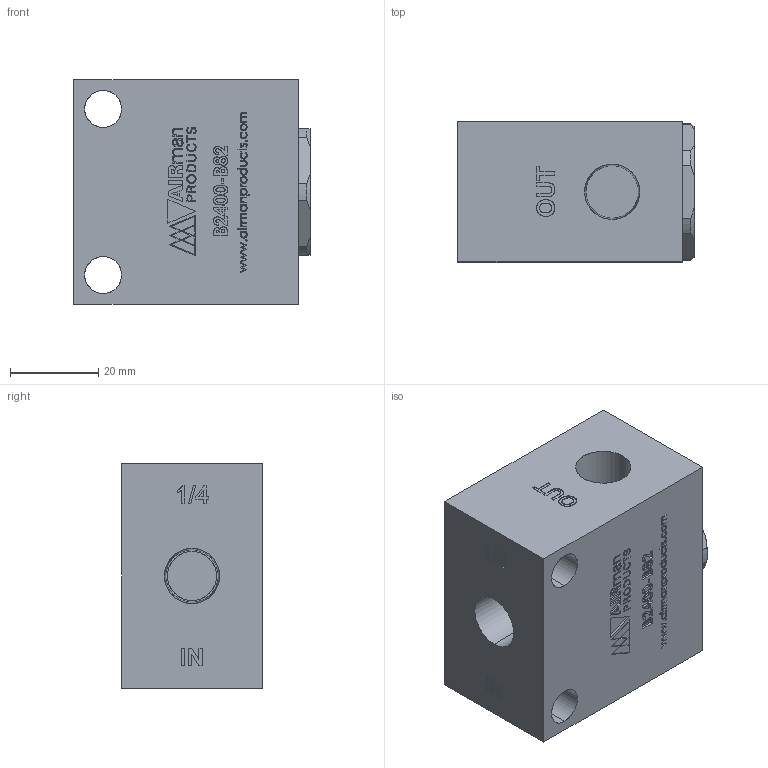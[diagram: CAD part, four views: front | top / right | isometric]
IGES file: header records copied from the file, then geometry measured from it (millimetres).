
Start section: SolidWorks IGES file using analytic representation for surfaces
Global section: file name: B2400-B82-QUICK-EXHAUST-.25-NPT.IGS; native system: SolidWorks 2018; preprocessor: SolidWorks 2018; author: engremote3; date: 210730.074148; units: inch
Bounding box: 53.47 x 31.75 x 50.8 mm (x, y, z)
Surface area: 15470.3 mm2 (no closed solid volume)
Topology: 0 solids, 0 shells, 1477 faces, 15692 edges, 15692 vertices
Faces by surface type: bspline 1451, revolution 26
